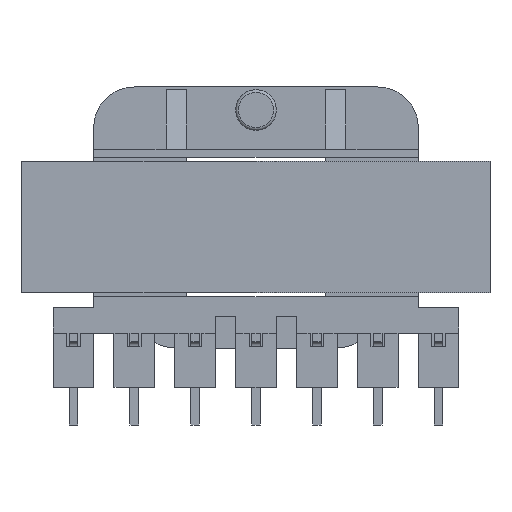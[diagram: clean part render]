
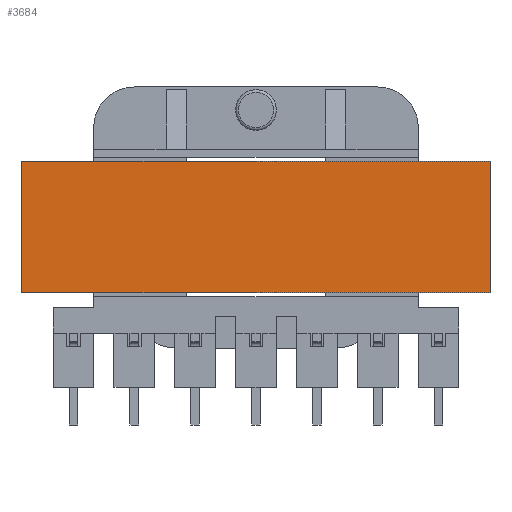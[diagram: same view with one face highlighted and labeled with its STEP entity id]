
A CAD part, front view. The second image highlights one B-rep face of the part: STEP entity #3684.
In plain terms, the highlighted face is planar.
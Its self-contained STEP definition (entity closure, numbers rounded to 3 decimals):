
#3684 = ADVANCED_FACE( '', ( #7343 ), #7344, .F. );
#7343 = FACE_OUTER_BOUND( '', #8797, .T. );
#7344 = PLANE( '', #8798 );
#8797 = EDGE_LOOP( '', ( #10992, #10993, #10994, #10995 ) );
#8798 = AXIS2_PLACEMENT_3D( '', #10996, #10997, #10998 );
#10992 = ORIENTED_EDGE( '', *, *, #14096, .T. );
#10993 = ORIENTED_EDGE( '', *, *, #14076, .F. );
#10994 = ORIENTED_EDGE( '', *, *, #14087, .F. );
#10995 = ORIENTED_EDGE( '', *, *, #14092, .T. );
#10996 = CARTESIAN_POINT( '', ( 17.3, 17.65, 4.85 ) );
#10997 = DIRECTION( '', ( 0., -1., 0. ) );
#10998 = DIRECTION( '', ( 0., 0., -1. ) );
#14076 = EDGE_CURVE( '', #15315, #15310, #15317, .T. );
#14087 = EDGE_CURVE( '', #15336, #15315, #15338, .T. );
#14092 = EDGE_CURVE( '', #15336, #15344, #15346, .T. );
#14096 = EDGE_CURVE( '', #15344, #15310, #15352, .T. );
#15310 = VERTEX_POINT( '', #15370 );
#15315 = VERTEX_POINT( '', #15377 );
#15317 = LINE( '', #15380, #15381 );
#15336 = VERTEX_POINT( '', #15409 );
#15338 = LINE( '', #15412, #15413 );
#15344 = VERTEX_POINT( '', #15422 );
#15346 = LINE( '', #15425, #15426 );
#15352 = LINE( '', #15435, #15436 );
#15370 = CARTESIAN_POINT( '', ( -17.3, 17.65, -4.85 ) );
#15377 = CARTESIAN_POINT( '', ( -17.3, 17.65, 4.85 ) );
#15380 = CARTESIAN_POINT( '', ( -17.3, 17.65, 4.85 ) );
#15381 = VECTOR( '', #15469, 1000. );
#15409 = CARTESIAN_POINT( '', ( 17.3, 17.65, 4.85 ) );
#15412 = CARTESIAN_POINT( '', ( 17.3, 17.65, 4.85 ) );
#15413 = VECTOR( '', #15480, 1000. );
#15422 = CARTESIAN_POINT( '', ( 17.3, 17.65, -4.85 ) );
#15425 = CARTESIAN_POINT( '', ( 17.3, 17.65, 4.85 ) );
#15426 = VECTOR( '', #15485, 1000. );
#15435 = CARTESIAN_POINT( '', ( 17.3, 17.65, -4.85 ) );
#15436 = VECTOR( '', #15489, 1000. );
#15469 = DIRECTION( '', ( 0., 0., -1. ) );
#15480 = DIRECTION( '', ( -1., 0., 0. ) );
#15485 = DIRECTION( '', ( 0., 0., -1. ) );
#15489 = DIRECTION( '', ( -1., 0., 0. ) );
